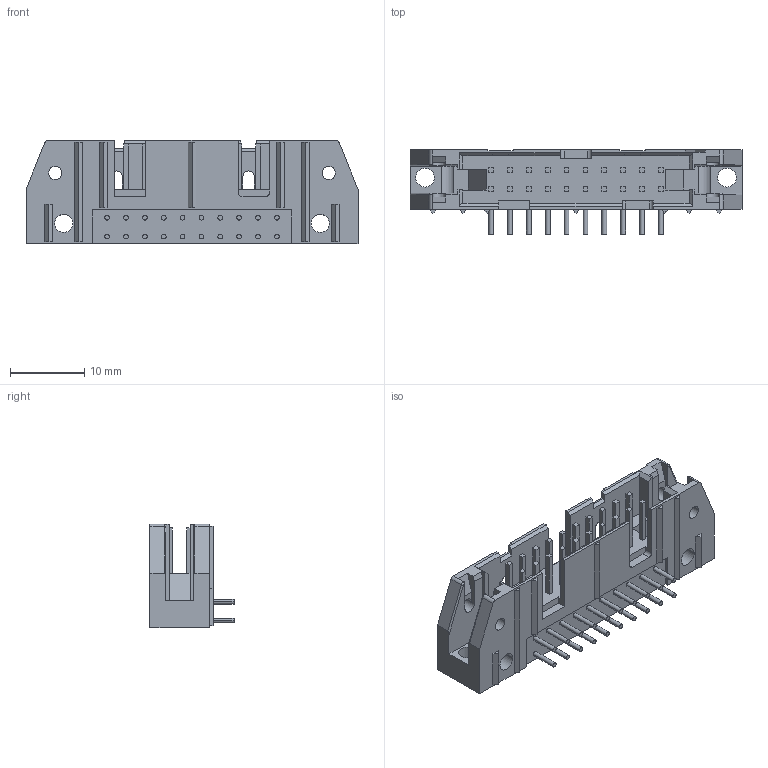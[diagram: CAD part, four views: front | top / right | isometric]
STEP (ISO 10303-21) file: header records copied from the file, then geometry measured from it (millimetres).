
FILE_DESCRIPTION((''),'2;1');
FILE_NAME('C-5102159-4','2019-03-01T04:34:17',('workeradm'),('TE Connectivity Ltd.'),'CREO PARAMETRIC BY PTC INC, 2018190','CREO PARAMETRIC BY PTC INC, 2018190','');
FILE_SCHEMA(('AUTOMOTIVE_DESIGN { 1 0 10303 214 1 1 1 1 }'));
Length unit declared in the file: millimetre
Products named in the file (1): C-5102159-4
Bounding box: 44.7 x 11.33 x 13.94 mm (x, y, z)
Volume: 2706.6 mm3; surface area: 3339.4 mm2
Topology: 1 solids, 1 shells, 368 faces, 963 edges, 634 vertices
Faces by surface type: plane 290, cylinder 74, torus 4
Entity records: 11292 total; most frequent: CARTESIAN_POINT 1988, ORIENTED_EDGE 1926, DIRECTION 1847, EDGE_CURVE 963, VECTOR 807, LINE 807, VERTEX_POINT 634, AXIS2_PLACEMENT_3D 520
